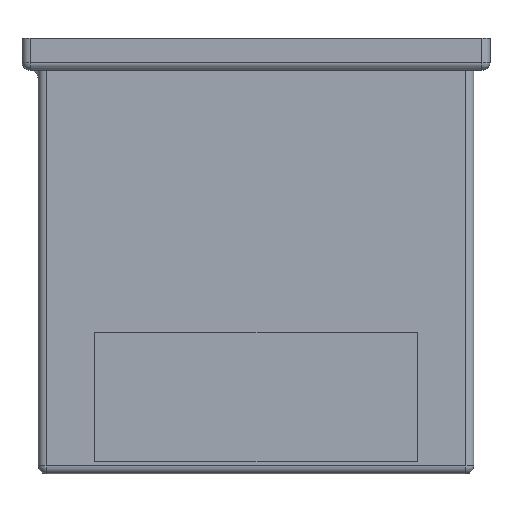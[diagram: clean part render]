
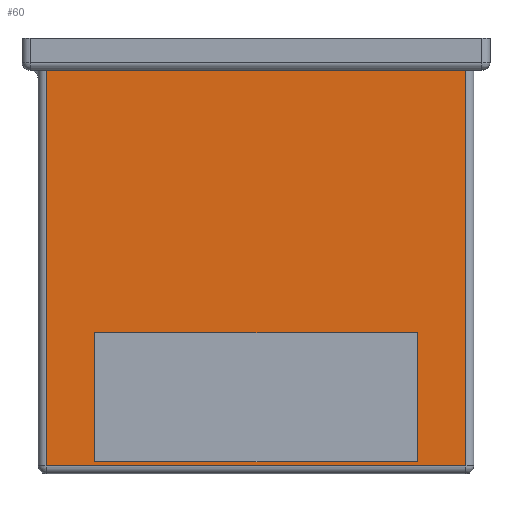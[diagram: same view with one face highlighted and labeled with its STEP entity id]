
A CAD part, left-side view. The second image highlights one B-rep face of the part: STEP entity #60.
In plain terms, the highlighted planar face has unit normal (-1, 0, 0).
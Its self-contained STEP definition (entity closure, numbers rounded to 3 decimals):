
#60=ADVANCED_FACE('',(#164,#166,#168),#170,.T.);
#164=FACE_BOUND('',#165,.T.);
#165=EDGE_LOOP('',(#599,#600,#601,#602));
#166=FACE_BOUND('',#167,.T.);
#167=EDGE_LOOP('',(#603,#604,#605,#606));
#168=FACE_BOUND('',#169,.T.);
#169=EDGE_LOOP('',(#607,#608,#609,#610));
#170=PLANE('',#171);
#171=AXIS2_PLACEMENT_3D('',#172,#173,#174);
#172=CARTESIAN_POINT('',(-27.,27.,0.));
#173=DIRECTION('',(-1.,0.,0.));
#174=DIRECTION('',(0.,-1.,0.));
#599=ORIENTED_EDGE('',*,*,#867,.F.);
#600=ORIENTED_EDGE('',*,*,#868,.T.);
#601=ORIENTED_EDGE('',*,*,#869,.F.);
#602=ORIENTED_EDGE('',*,*,#870,.F.);
#603=ORIENTED_EDGE('',*,*,#858,.F.);
#604=ORIENTED_EDGE('',*,*,#864,.F.);
#605=ORIENTED_EDGE('',*,*,#850,.F.);
#606=ORIENTED_EDGE('',*,*,#861,.F.);
#607=ORIENTED_EDGE('',*,*,#854,.F.);
#608=ORIENTED_EDGE('',*,*,#843,.F.);
#609=ORIENTED_EDGE('',*,*,#847,.F.);
#610=ORIENTED_EDGE('',*,*,#866,.F.);
#843=EDGE_CURVE('',#983,#984,#985,.T.);
#847=EDGE_CURVE('',#991,#983,#992,.T.);
#850=EDGE_CURVE('',#995,#997,#998,.T.);
#854=EDGE_CURVE('',#984,#1004,#1005,.T.);
#858=EDGE_CURVE('',#1010,#1012,#1013,.T.);
#861=EDGE_CURVE('',#1012,#995,#1017,.T.);
#864=EDGE_CURVE('',#997,#1010,#1020,.T.);
#866=EDGE_CURVE('',#1004,#991,#1022,.T.);
#867=EDGE_CURVE('',#1023,#1024,#1025,.T.);
#868=EDGE_CURVE('',#1023,#1026,#1027,.T.);
#869=EDGE_CURVE('',#1028,#1026,#1029,.F.);
#870=EDGE_CURVE('',#1024,#1028,#1030,.T.);
#983=VERTEX_POINT('',#1206);
#984=VERTEX_POINT('',#1207);
#985=LINE('',#1208,#1209);
#991=VERTEX_POINT('',#1222);
#992=LINE('',#1223,#1224);
#995=VERTEX_POINT('',#1230);
#997=VERTEX_POINT('',#1234);
#998=LINE('',#1235,#1236);
#1004=VERTEX_POINT('',#1249);
#1005=LINE('',#1250,#1251);
#1010=VERTEX_POINT('',#1261);
#1012=VERTEX_POINT('',#1265);
#1013=LINE('',#1266,#1267);
#1017=LINE('',#1276,#1277);
#1020=LINE('',#1285,#1286);
#1022=LINE('',#1291,#1292);
#1023=VERTEX_POINT('',#1294);
#1024=VERTEX_POINT('',#1295);
#1025=LINE('',#1296,#1297);
#1026=VERTEX_POINT('',#1299);
#1027=LINE('',#1300,#1301);
#1028=VERTEX_POINT('',#1303);
#1029=LINE('',#1304,#1305);
#1030=LINE('',#1307,#1308);
#1206=CARTESIAN_POINT('',(-27.,20.,-0.5));
#1207=CARTESIAN_POINT('',(-27.,-20.,-0.5));
#1208=CARTESIAN_POINT('',(-27.,20.,-0.5));
#1209=VECTOR('',#1210,1.);
#1210=DIRECTION('',(0.,-1.,0.));
#1222=CARTESIAN_POINT('',(-27.,20.,2.5));
#1223=CARTESIAN_POINT('',(-27.,20.,2.5));
#1224=VECTOR('',#1225,1.);
#1225=DIRECTION('',(0.,0.,-1.));
#1230=CARTESIAN_POINT('',(-27.,20.,15.5));
#1234=CARTESIAN_POINT('',(-27.,20.,12.5));
#1235=CARTESIAN_POINT('',(-27.,20.,15.5));
#1236=VECTOR('',#1237,1.);
#1237=DIRECTION('',(0.,0.,-1.));
#1249=CARTESIAN_POINT('',(-27.,-20.,2.5));
#1250=CARTESIAN_POINT('',(-27.,-20.,-0.5));
#1251=VECTOR('',#1252,1.);
#1252=DIRECTION('',(0.,0.,1.));
#1261=CARTESIAN_POINT('',(-27.,-20.,12.5));
#1265=CARTESIAN_POINT('',(-27.,-20.,15.5));
#1266=CARTESIAN_POINT('',(-27.,-20.,12.5));
#1267=VECTOR('',#1268,1.);
#1268=DIRECTION('',(0.,0.,1.));
#1276=CARTESIAN_POINT('',(-27.,-20.,15.5));
#1277=VECTOR('',#1278,1.);
#1278=DIRECTION('',(0.,1.,0.));
#1285=CARTESIAN_POINT('',(-27.,20.,12.5));
#1286=VECTOR('',#1287,1.);
#1287=DIRECTION('',(0.,-1.,0.));
#1291=CARTESIAN_POINT('',(-27.,-20.,2.5));
#1292=VECTOR('',#1293,1.);
#1293=DIRECTION('',(0.,1.,0.));
#1294=CARTESIAN_POINT('',(-27.,-26.,-1.));
#1295=CARTESIAN_POINT('',(-27.,26.,-1.));
#1296=CARTESIAN_POINT('',(-27.,-26.,-1.));
#1297=VECTOR('',#1298,1.);
#1298=DIRECTION('',(0.,1.,0.));
#1299=CARTESIAN_POINT('',(-27.,-26.,48.));
#1300=CARTESIAN_POINT('',(-27.,-26.,-1.));
#1301=VECTOR('',#1302,1.);
#1302=DIRECTION('',(0.,0.,1.));
#1303=CARTESIAN_POINT('',(-27.,26.,48.));
#1304=CARTESIAN_POINT('',(-27.,-26.,48.));
#1305=VECTOR('',#1306,1.);
#1306=DIRECTION('',(0.,1.,0.));
#1307=CARTESIAN_POINT('',(-27.,26.,-1.));
#1308=VECTOR('',#1309,1.);
#1309=DIRECTION('',(0.,0.,1.));
